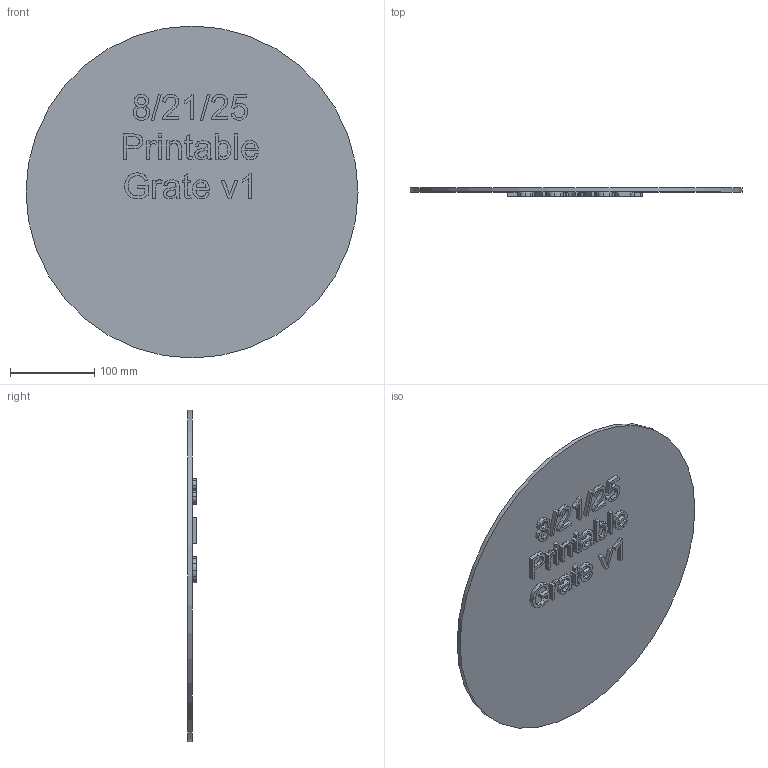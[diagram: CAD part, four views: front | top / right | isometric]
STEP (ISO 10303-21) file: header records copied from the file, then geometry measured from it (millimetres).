
FILE_DESCRIPTION(/* description */ (''),/* implementation_level */ '2;1');
FILE_NAME(/* name */ 'Printable Grate v1.step',/* time_stamp */ '2025-08-21T15:22:40-04:00',/* author */ (''),/* organization */ (''),/* preprocessor_version */ 'ST-DEVELOPER v20.1',/* originating_system */ 'Autodesk Translation Framework v14.10.0.0',/* authorisation */ '');
FILE_SCHEMA (('AUTOMOTIVE_DESIGN { 1 0 10303 214 3 1 1 }'));
Length unit declared in the file: millimetre
Products named in the file (1): Configuration 1
Bounding box: 395 x 10 x 395 mm (x, y, z)
Volume: 633966.2 mm3; surface area: 264126.8 mm2
Topology: 1 solids, 1 shells, 448 faces, 1242 edges, 828 vertices
Faces by surface type: bspline 284, plane 163, cylinder 1
Full cylindrical faces by diameter (mm): 395 x1
Entity records: 16881 total; most frequent: CARTESIAN_POINT 7347, ORIENTED_EDGE 2484, EDGE_CURVE 1242, DIRECTION 1006, VERTEX_POINT 828, LINE 672, VECTOR 672, B_SPLINE_CURVE_WITH_KNOTS 568
